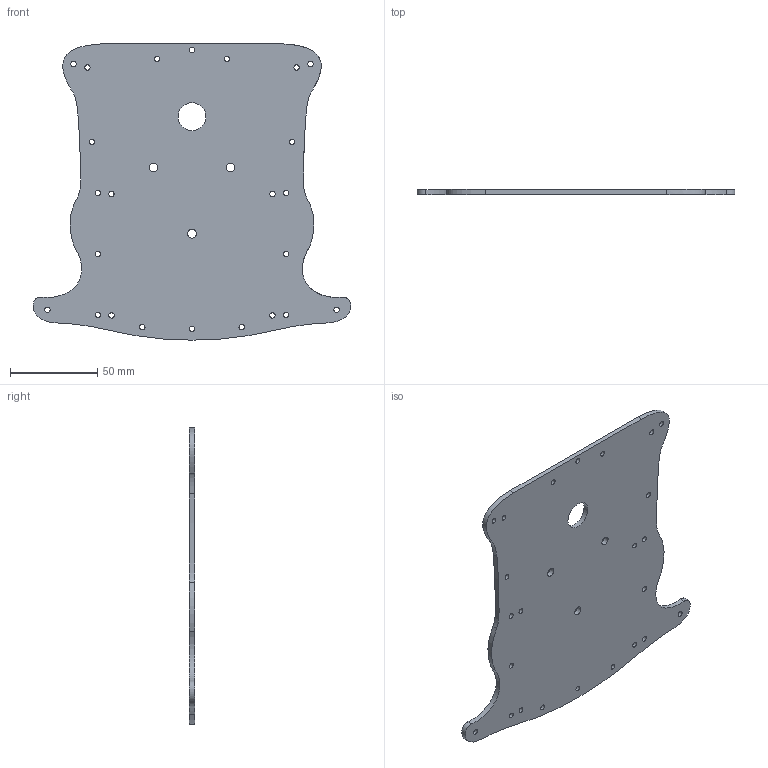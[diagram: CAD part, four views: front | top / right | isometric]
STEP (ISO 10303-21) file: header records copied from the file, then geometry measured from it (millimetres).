
FILE_DESCRIPTION(/* description */ (''),/* implementation_level */ '2;1');
FILE_NAME(/* name */ '',/* time_stamp */ '2023-02-06T17:00:05+08:00',/* author */ (''),/* organization */ (''),/* preprocessor_version */ 'ST-DEVELOPER v19.2',/* originating_system */ 'Autodesk Translation Framework v11.17.0.187',/* authorisation */ '');
FILE_SCHEMA (('AUTOMOTIVE_DESIGN { 1 0 10303 214 3 1 1 }'));
Length unit declared in the file: millimetre
Products named in the file (1): 底壳
Bounding box: 182.42 x 3 x 170 mm (x, y, z)
Volume: 67654.1 mm3; surface area: 48097 mm2
Topology: 1 solids, 1 shells, 47 faces, 135 edges, 90 vertices
Faces by surface type: cylinder 32, bspline 12, plane 3
Full cylindrical faces by diameter (mm): 3.1 x24, 5 x3, 16 x1
Entity records: 2303 total; most frequent: CARTESIAN_POINT 935, ORIENTED_EDGE 270, DIRECTION 247, EDGE_CURVE 135, EDGE_LOOP 103, AXIS2_PLACEMENT_3D 100, VERTEX_POINT 90, CIRCLE 64
